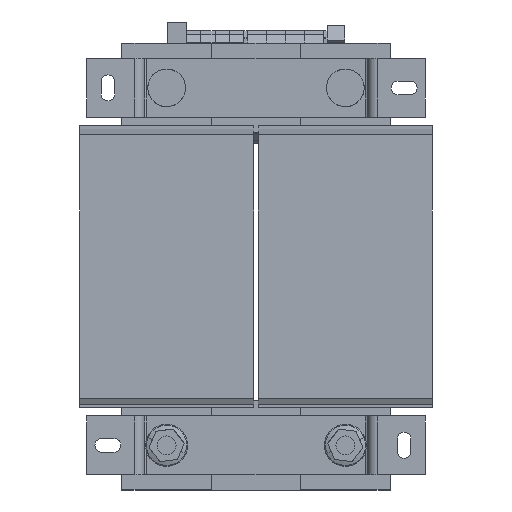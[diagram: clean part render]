
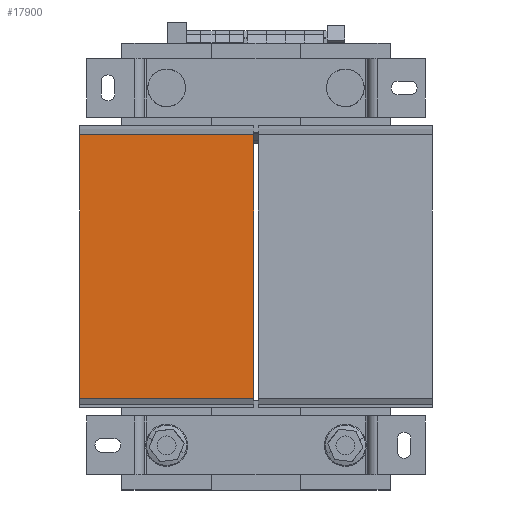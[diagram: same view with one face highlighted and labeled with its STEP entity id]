
A CAD part, front view. The second image highlights one B-rep face of the part: STEP entity #17900.
In plain terms, the highlighted planar face has unit normal (0, -1, 0).
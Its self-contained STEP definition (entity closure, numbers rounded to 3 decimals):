
#1371 = DIRECTION ( 'NONE',  ( -1., 0., 0. ) ) ;
#1870 = LINE ( 'NONE', #18959, #7634 ) ;
#2733 = VECTOR ( 'NONE', #13209, 1000. ) ;
#3550 = ORIENTED_EDGE ( 'NONE', *, *, #14967, .T. ) ;
#3603 = EDGE_LOOP ( 'NONE', ( #3550, #18445, #14103, #22580 ) ) ;
#3792 = CARTESIAN_POINT ( 'NONE',  ( -1., -40.05, -56. ) ) ;
#4040 = LINE ( 'NONE', #3792, #6231 ) ;
#4832 = DIRECTION ( 'NONE',  ( 1., 0., 0. ) ) ;
#5422 = CARTESIAN_POINT ( 'NONE',  ( -75., -40.05, 56. ) ) ;
#5537 = DIRECTION ( 'NONE',  ( -1., 0., 0. ) ) ;
#6231 = VECTOR ( 'NONE', #5537, 1000. ) ;
#6587 = CARTESIAN_POINT ( 'NONE',  ( -75., -40.05, -54. ) ) ;
#6930 = EDGE_CURVE ( 'Defeature ausgef�hrt2_19+Defeature ausgef�hrt2_18+Defeature ausgef�hrt2_33+Defeature ausgef�hrt2_34', #21453, #12134, #4040, .T. ) ;
#7634 = VECTOR ( 'NONE', #10249, 1000. ) ;
#8449 = CARTESIAN_POINT ( 'NONE',  ( -75., -40.05, -56. ) ) ;
#8493 = LINE ( 'NONE', #6587, #2733 ) ;
#10249 = DIRECTION ( 'NONE',  ( 0., 0., -1. ) ) ;
#11891 = CARTESIAN_POINT ( 'NONE',  ( -1., -40.05, 56. ) ) ;
#12019 = AXIS2_PLACEMENT_3D ( 'NONE', #13783, #22486, #4832 ) ;
#12134 = VERTEX_POINT ( 'NONE', #8449 ) ;
#12924 = FACE_OUTER_BOUND ( 'NONE', #3603, .T. ) ;
#13209 = DIRECTION ( 'NONE',  ( 0., 0., -1. ) ) ;
#13783 = CARTESIAN_POINT ( 'NONE',  ( -1., -40.05, -54. ) ) ;
#14103 = ORIENTED_EDGE ( 'NONE', *, *, #18517, .F. ) ;
#14967 = EDGE_CURVE ( 'Defeature ausgef�hrt2_18+Defeature ausgef�hrt2_34+Defeature ausgef�hrt2_17+Defeature ausgef�hrt2_19', #19823, #12134, #8493, .T. ) ;
#15004 = EDGE_CURVE ( 'Defeature ausgef�hrt2_18+Defeature ausgef�hrt2_17+Defeature ausgef�hrt2_33+Defeature ausgef�hrt2_34', #17110, #19823, #21949, .T. ) ;
#17110 = VERTEX_POINT ( 'NONE', #20055 ) ;
#17894 = CARTESIAN_POINT ( 'NONE',  ( -1., -40.05, -56. ) ) ;
#17900 = ADVANCED_FACE ( 'Defeature ausgef�hrt2_18', ( #12924 ), #20789, .F. ) ;
#18445 = ORIENTED_EDGE ( 'NONE', *, *, #6930, .F. ) ;
#18517 = EDGE_CURVE ( 'Defeature ausgef�hrt2_33+Defeature ausgef�hrt2_18+Defeature ausgef�hrt2_17+Defeature ausgef�hrt2_19', #17110, #21453, #1870, .T. ) ;
#18959 = CARTESIAN_POINT ( 'NONE',  ( -1., -40.05, 56. ) ) ;
#19823 = VERTEX_POINT ( 'NONE', #5422 ) ;
#20055 = CARTESIAN_POINT ( 'NONE',  ( -1., -40.05, 56. ) ) ;
#20553 = VECTOR ( 'NONE', #1371, 1000. ) ;
#20789 = PLANE ( 'NONE',  #12019 ) ;
#21453 = VERTEX_POINT ( 'NONE', #17894 ) ;
#21949 = LINE ( 'NONE', #11891, #20553 ) ;
#22486 = DIRECTION ( 'NONE',  ( 0., 1., 0. ) ) ;
#22580 = ORIENTED_EDGE ( 'NONE', *, *, #15004, .T. ) ;
